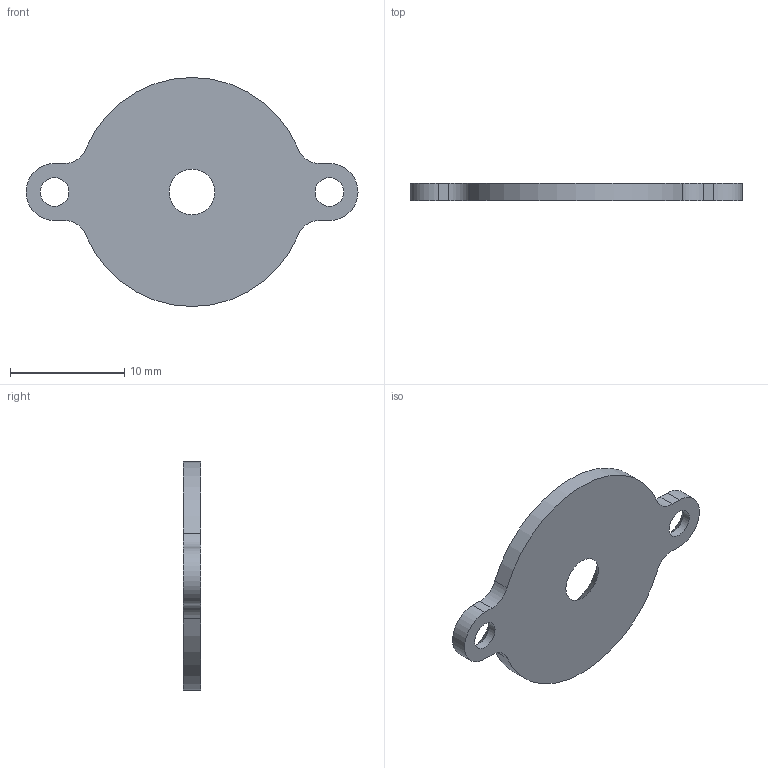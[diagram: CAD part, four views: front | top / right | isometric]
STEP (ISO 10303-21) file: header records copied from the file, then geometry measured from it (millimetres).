
FILE_DESCRIPTION(/* description */ (''),/* implementation_level */ '2;1');
FILE_NAME(/* name */ 'negative terminal.stp',/* time_stamp */ '2024-07-31T17:38:04-07:00',/* author */ ('devan'),/* organization */ (''),/* preprocessor_version */ 'ST-DEVELOPER v20',/* originating_system */ 'Autodesk Inventor 2024',/* authorisation */ '');
FILE_SCHEMA (('AUTOMOTIVE_DESIGN { 1 0 10303 214 3 1 1 }'));
Length unit declared in the file: millimetre
Products named in the file (1): negative terminal
Bounding box: 29 x 1.5 x 20 mm (x, y, z)
Volume: 477.9 mm3; surface area: 810.9 mm2
Topology: 1 solids, 1 shells, 19 faces, 49 edges, 32 vertices
Faces by surface type: cylinder 10, plane 6, cone 3
Full cylindrical faces by diameter (mm): 2.5 x2
Entity records: 646 total; most frequent: DIRECTION 113, CARTESIAN_POINT 101, ORIENTED_EDGE 98, EDGE_CURVE 49, AXIS2_PLACEMENT_3D 44, VERTEX_POINT 32, EDGE_LOOP 25, LINE 25
